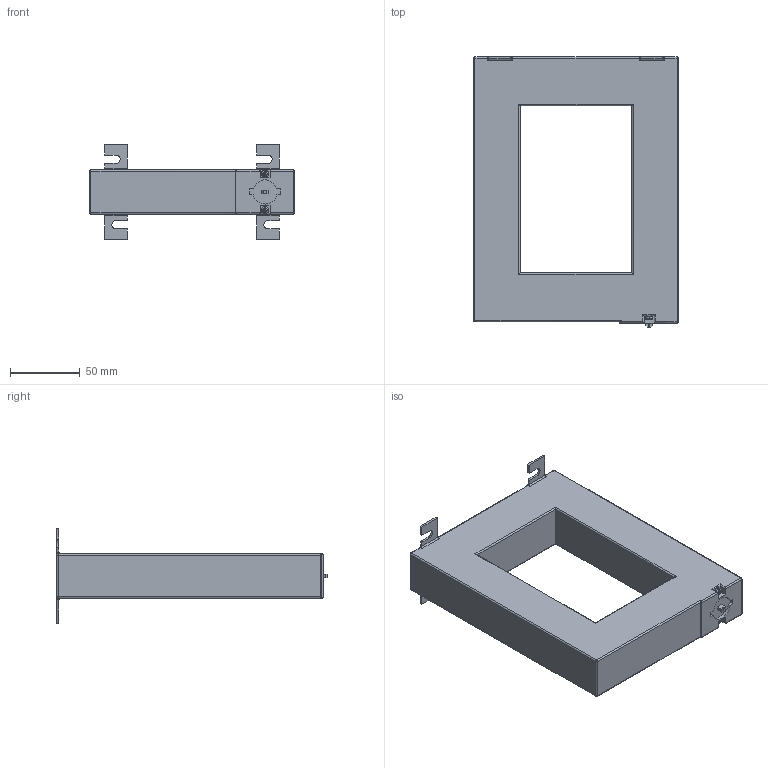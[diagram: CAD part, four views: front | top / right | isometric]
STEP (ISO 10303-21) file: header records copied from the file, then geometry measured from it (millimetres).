
FILE_DESCRIPTION (( 'STEP AP203' ), '1' );
FILE_NAME ('ﾒﾒﾝ-ﾐ 812 1000-5ﾀ.STEP', '2018-05-24T08:09:42', ( '' ), ( '' ), 'SwSTEP 2.0', 'SolidWorks 2017', '' );
FILE_SCHEMA (( 'CONFIG_CONTROL_DESIGN' ));
Length unit declared in the file: millimetre
Products named in the file (1): ﾒﾒﾝ-ﾐ 812 1000-5ﾀ
Bounding box: 147 x 194 x 68 mm (x, y, z)
Volume: 587953.4 mm3; surface area: 72718 mm2
Topology: 1 solids, 1 shells, 189 faces, 487 edges, 294 vertices
Faces by surface type: plane 96, cylinder 71, torus 12, sphere 8, bspline 2
Entity records: 5801 total; most frequent: CARTESIAN_POINT 1256, ORIENTED_EDGE 958, DIRECTION 907, EDGE_CURVE 479, LINE 311, VECTOR 311, AXIS2_PLACEMENT_3D 298, VERTEX_POINT 294
